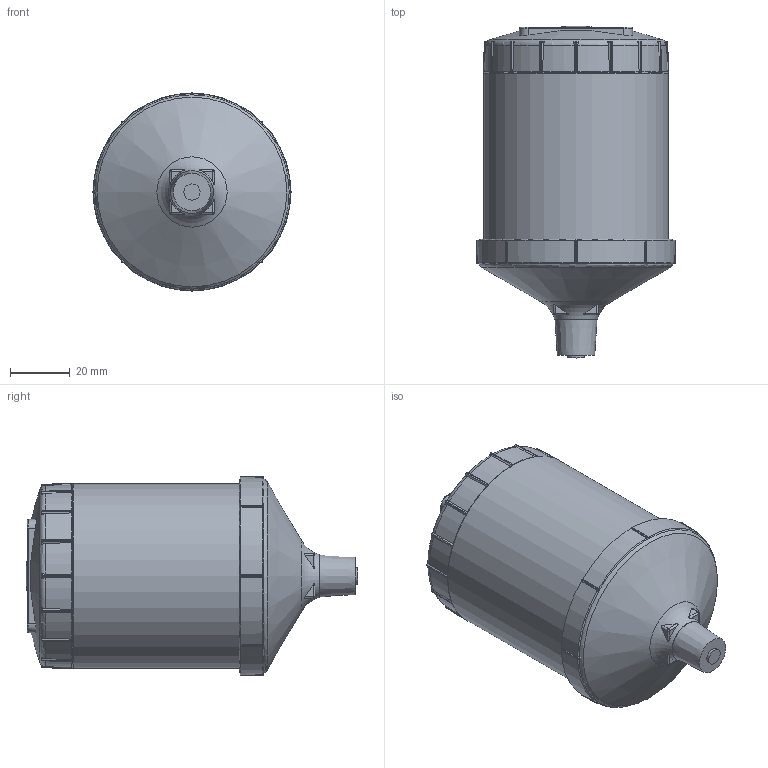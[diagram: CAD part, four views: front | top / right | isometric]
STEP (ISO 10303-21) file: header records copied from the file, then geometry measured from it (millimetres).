
FILE_DESCRIPTION((''),'2;1');
FILE_NAME('perma FUTURA.stp','2012-12-19T10:18:42',('002180'),(''),'Autodesk Inventor 2013','Autodesk Inventor 2013','');
FILE_SCHEMA(('AUTOMOTIVE_DESIGN { 1 0 10303 214 1 1 1 1 }'));
Length unit declared in the file: millimetre
Products named in the file (1): FUTURA für Step
Bounding box: 67.02 x 111.45 x 67.02 mm (x, y, z)
Volume: 263336.5 mm3; surface area: 23047 mm2
Topology: 1 solids, 5 shells, 361 faces, 905 edges, 551 vertices
Faces by surface type: plane 127, cylinder 110, cone 39, bspline 34, torus 30, sphere 21
Full cylindrical faces by diameter (mm): 5.4 x1, 62.15 x1
Entity records: 13674 total; most frequent: CARTESIAN_POINT 5335, ORIENTED_EDGE 1746, DIRECTION 1522, EDGE_CURVE 873, AXIS2_PLACEMENT_3D 595, VERTEX_POINT 542, EDGE_LOOP 381, FACE_OUTER_BOUND 361
